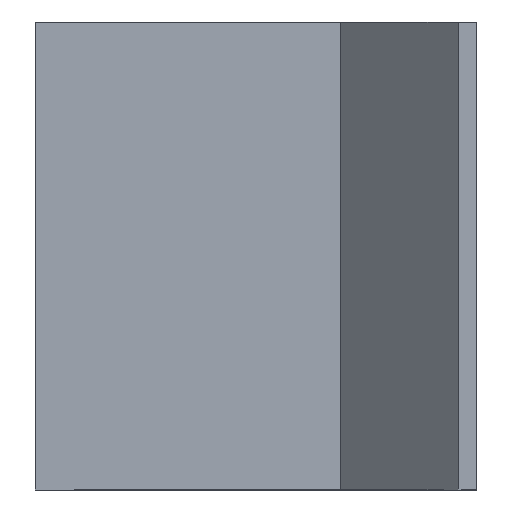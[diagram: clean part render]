
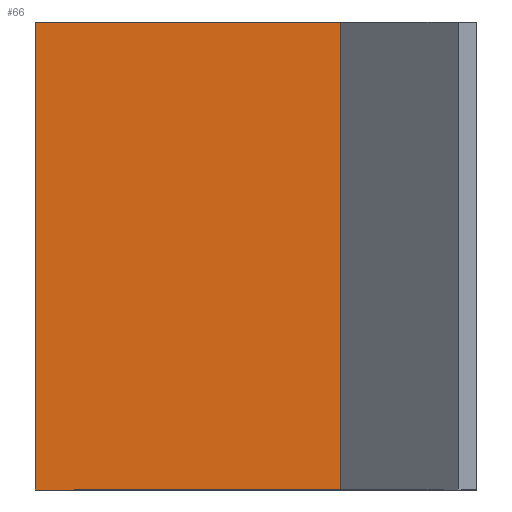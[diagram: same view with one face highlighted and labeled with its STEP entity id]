
A CAD part, left-side view. The second image highlights one B-rep face of the part: STEP entity #66.
In plain terms, the highlighted planar face has unit normal (-1, 0, 0).
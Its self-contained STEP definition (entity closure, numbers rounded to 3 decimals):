
#52=FACE_OUTER_BOUND('',#183,.T.);
#66=ADVANCED_FACE('',(#52),#82,.F.);
#82=PLANE('',#358);
#88=LINE('',#451,#124);
#94=LINE('',#466,#130);
#118=LINE('',#515,#154);
#119=LINE('',#518,#155);
#124=VECTOR('',#370,1.);
#130=VECTOR('',#380,1.);
#154=VECTOR('',#422,1.);
#155=VECTOR('',#427,1.);
#183=EDGE_LOOP('',(#254,#255,#256,#257));
#254=ORIENTED_EDGE('',*,*,#335,.T.);
#255=ORIENTED_EDGE('',*,*,#309,.T.);
#256=ORIENTED_EDGE('',*,*,#336,.F.);
#257=ORIENTED_EDGE('',*,*,#302,.T.);
#274=VERTEX_POINT('',#450);
#275=VERTEX_POINT('',#452);
#280=VERTEX_POINT('',#464);
#282=VERTEX_POINT('',#467);
#302=EDGE_CURVE('',#275,#274,#88,.T.);
#309=EDGE_CURVE('',#282,#280,#94,.T.);
#335=EDGE_CURVE('',#274,#282,#118,.T.);
#336=EDGE_CURVE('',#275,#280,#119,.T.);
#358=AXIS2_PLACEMENT_3D('',#520,#430,#431);
#370=DIRECTION('',(0.,1.,0.));
#380=DIRECTION('',(0.,-1.,0.));
#422=DIRECTION('',(0.,0.,-1.));
#427=DIRECTION('',(0.,0.,-1.));
#430=DIRECTION('',(1.,0.,0.));
#431=DIRECTION('',(0.,-1.,0.));
#450=CARTESIAN_POINT('',(-45.,9.396,9.967));
#451=CARTESIAN_POINT('',(-45.,9.396,9.967));
#452=CARTESIAN_POINT('',(-45.,-3.604,9.967));
#464=CARTESIAN_POINT('',(-45.,-3.604,-9.95));
#466=CARTESIAN_POINT('',(-45.,9.396,-9.95));
#467=CARTESIAN_POINT('',(-45.,9.396,-9.95));
#515=CARTESIAN_POINT('',(-45.,9.396,140.57));
#518=CARTESIAN_POINT('',(-45.,-3.604,140.57));
#520=CARTESIAN_POINT('',(-45.,9.396,140.57));
